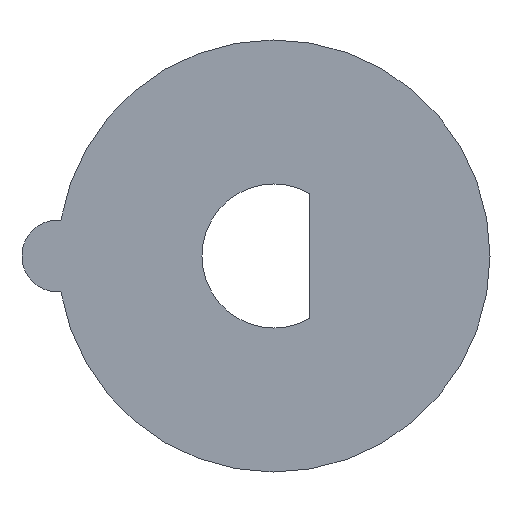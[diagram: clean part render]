
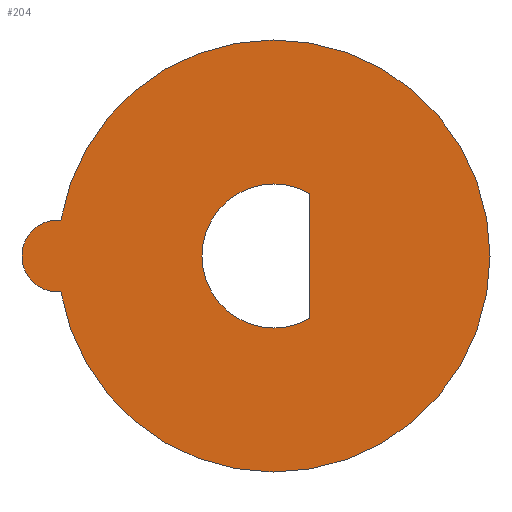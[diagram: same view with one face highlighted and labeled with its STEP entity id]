
A CAD part, left-side view. The second image highlights one B-rep face of the part: STEP entity #204.
In plain terms, the highlighted planar face has unit normal (-1, 0, 0).
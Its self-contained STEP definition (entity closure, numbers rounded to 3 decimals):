
#18=FACE_BOUND('',#52,.T.);
#24=PLANE('',#242);
#36=FACE_OUTER_BOUND('',#51,.T.);
#51=EDGE_LOOP('',(#183,#184));
#52=EDGE_LOOP('',(#185,#186));
#58=CIRCLE('',#229,1.);
#62=CIRCLE('',#236,6.);
#63=CIRCLE('',#238,2.);
#77=LINE('',#358,#91);
#91=VECTOR('',#301,10.);
#101=VERTEX_POINT('',#332);
#102=VERTEX_POINT('',#333);
#105=VERTEX_POINT('',#349);
#106=VERTEX_POINT('',#350);
#120=EDGE_CURVE('',#101,#102,#58,.T.);
#128=EDGE_CURVE('',#101,#102,#62,.T.);
#129=EDGE_CURVE('',#105,#106,#63,.T.);
#133=EDGE_CURVE('',#105,#106,#77,.T.);
#183=ORIENTED_EDGE('',*,*,#128,.F.);
#184=ORIENTED_EDGE('',*,*,#120,.T.);
#185=ORIENTED_EDGE('',*,*,#133,.F.);
#186=ORIENTED_EDGE('',*,*,#129,.T.);
#204=ADVANCED_FACE('',(#36,#18),#24,.F.);
#229=AXIS2_PLACEMENT_3D('',#334,#271,#272);
#236=AXIS2_PLACEMENT_3D('',#347,#289,#290);
#238=AXIS2_PLACEMENT_3D('',#351,#293,#294);
#242=AXIS2_PLACEMENT_3D('',#361,#305,#306);
#271=DIRECTION('center_axis',(-1.,0.,0.));
#272=DIRECTION('ref_axis',(0.,-1.,0.));
#289=DIRECTION('center_axis',(1.,0.,0.));
#290=DIRECTION('ref_axis',(0.,1.,0.));
#293=DIRECTION('center_axis',(1.,0.,0.));
#294=DIRECTION('ref_axis',(0.,-0.5,-0.866));
#301=DIRECTION('',(0.,0.,1.));
#305=DIRECTION('center_axis',(1.,0.,0.));
#306=DIRECTION('ref_axis',(0.,1.,0.));
#332=CARTESIAN_POINT('',(-9.992,125.357,0.97));
#333=CARTESIAN_POINT('',(-9.992,125.357,-1.023));
#334=CARTESIAN_POINT('Origin',(-9.992,125.44,-0.027));
#347=CARTESIAN_POINT('Origin',(-9.992,119.44,-0.027));
#349=CARTESIAN_POINT('',(-9.992,118.44,-1.759));
#350=CARTESIAN_POINT('',(-9.992,118.44,1.705));
#351=CARTESIAN_POINT('Origin',(-9.992,119.44,-0.027));
#358=CARTESIAN_POINT('',(-9.992,118.44,-1.759));
#361=CARTESIAN_POINT('Origin',(-9.992,119.44,-0.027));
